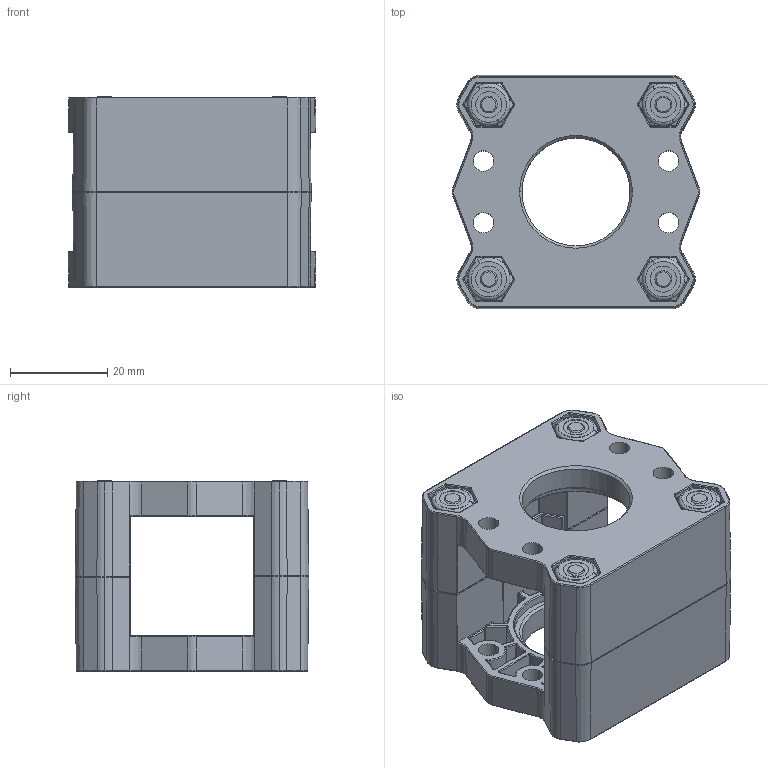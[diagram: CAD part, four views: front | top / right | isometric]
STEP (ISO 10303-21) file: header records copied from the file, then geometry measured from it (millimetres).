
FILE_DESCRIPTION (( 'STEP AP214' ), '1' );
FILE_NAME ('217-5852-STEP-20170710.STEP', '2017-11-30T00:10:55', ( '' ), ( '' ), 'SwSTEP 2.0', 'SolidWorks 2017', '' );
FILE_SCHEMA (( 'AUTOMOTIVE_DESIGN' ));
Length unit declared in the file: millimetre
Products named in the file (4): 217-5852-STEP-20170710; #8-32 SHCS, Grade 8 Steel Rev2_SSA0832-1375ZB; 217-5852-001 Rev5; 217-5852-003 Rev1_90633A009
Assembly tree (10 placements, depth 2):
  217-5852-STEP-20170710
    217-5852-001 Rev5  x2
    #8-32 SHCS, Grade 8 Steel Rev2_SSA0832-1375ZB  x4
    217-5852-003 Rev1_90633A009  x4
Bounding box: 50.97 x 48.1 x 39.29 mm (x, y, z)
Volume: 31351.5 mm3; surface area: 37234.3 mm2
Topology: 14 solids, 14 shells, 3272 faces, 7138 edges, 3896 vertices
Faces by surface type: cylinder 1176, bspline 552, plane 502, sphere 444, cone 324, torus 274
Entity records: 45934 total; most frequent: CARTESIAN_POINT 14401, DIRECTION 6697, ORIENTED_EDGE 6636, EDGE_CURVE 3318, AXIS2_PLACEMENT_3D 2778, VERTEX_POINT 1822, EDGE_LOOP 1576, FACE_OUTER_BOUND 1529
